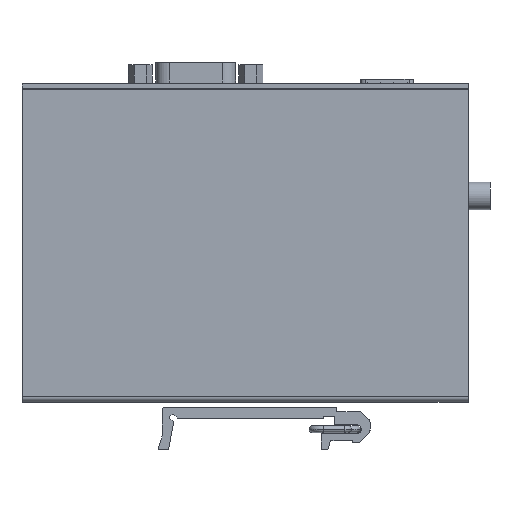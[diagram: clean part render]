
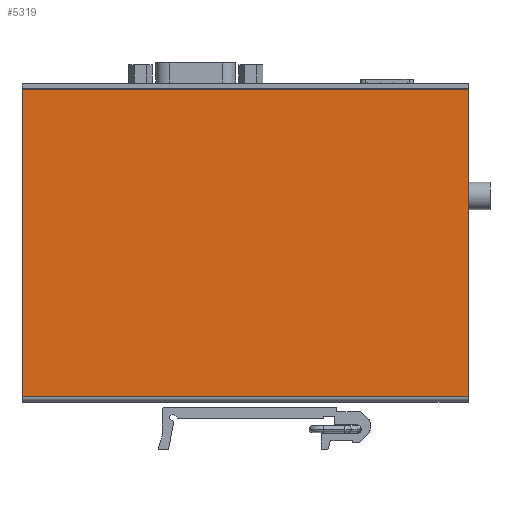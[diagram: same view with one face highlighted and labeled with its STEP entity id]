
A CAD part, front view. The second image highlights one B-rep face of the part: STEP entity #5319.
In plain terms, the highlighted planar face has unit normal (0, -1, 0).
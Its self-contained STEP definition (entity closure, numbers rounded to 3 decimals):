
#195=DIRECTION('',(-1.,0.,0.));
#196=VECTOR('',#195,101.);
#197=CARTESIAN_POINT('',(50.5,-25.8,-34.8));
#198=LINE('',#197,#196);
#211=DIRECTION('',(0.,0.,-1.));
#212=VECTOR('',#211,69.6);
#213=CARTESIAN_POINT('',(-50.5,-25.8,34.8));
#214=LINE('',#213,#212);
#215=DIRECTION('',(-1.,0.,0.));
#216=VECTOR('',#215,101.);
#217=CARTESIAN_POINT('',(50.5,-25.8,34.8));
#218=LINE('',#217,#216);
#219=DIRECTION('',(0.,0.,1.));
#220=VECTOR('',#219,69.6);
#221=CARTESIAN_POINT('',(50.5,-25.8,-34.8));
#222=LINE('',#221,#220);
#4407=CARTESIAN_POINT('',(50.5,-25.8,-34.8));
#4408=CARTESIAN_POINT('',(50.5,-25.8,34.8));
#4409=VERTEX_POINT('',#4407);
#4410=VERTEX_POINT('',#4408);
#4823=CARTESIAN_POINT('',(-50.5,-25.8,-34.8));
#4824=VERTEX_POINT('',#4823);
#4992=CARTESIAN_POINT('',(-50.5,-25.8,34.8));
#4993=VERTEX_POINT('',#4992);
#5306=CARTESIAN_POINT('',(-50.,-25.8,-0.6));
#5307=DIRECTION('',(0.,-1.,0.));
#5308=DIRECTION('',(0.,0.,-1.));
#5309=AXIS2_PLACEMENT_3D('',#5306,#5307,#5308);
#5310=PLANE('',#5309);
#5312=ORIENTED_EDGE('',*,*,#5311,.F.);
#5314=ORIENTED_EDGE('',*,*,#5313,.F.);
#5315=ORIENTED_EDGE('',*,*,#5164,.F.);
#5316=ORIENTED_EDGE('',*,*,#5293,.T.);
#5317=EDGE_LOOP('',(#5312,#5314,#5315,#5316));
#5318=FACE_OUTER_BOUND('',#5317,.F.);
#5319=ADVANCED_FACE('',(#5318),#5310,.T.);
#5164=EDGE_CURVE('',#4409,#4410,#222,.T.);
#5293=EDGE_CURVE('',#4409,#4824,#198,.T.);
#5311=EDGE_CURVE('',#4993,#4824,#214,.T.);
#5313=EDGE_CURVE('',#4410,#4993,#218,.T.);
